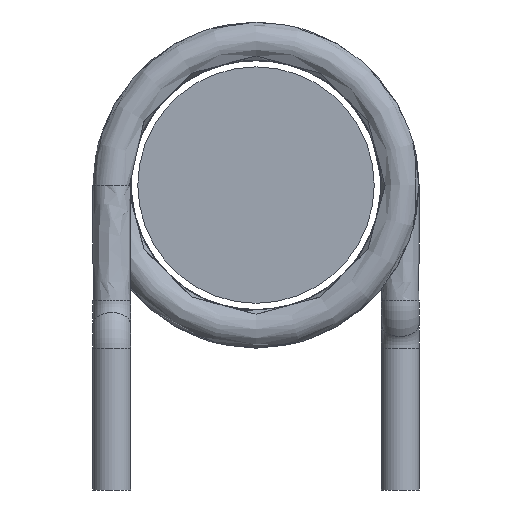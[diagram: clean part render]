
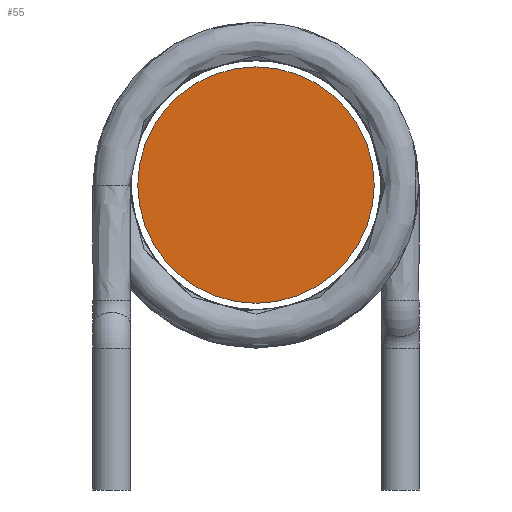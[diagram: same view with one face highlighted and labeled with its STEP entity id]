
A CAD part, front view. The second image highlights one B-rep face of the part: STEP entity #55.
In plain terms, the highlighted planar face has unit normal (0, -1, 0).
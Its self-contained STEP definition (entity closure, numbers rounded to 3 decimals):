
#55 = ADVANCED_FACE( '', ( #111 ), #112, .F. );
#111 = FACE_OUTER_BOUND( '', #1617, .T. );
#112 = PLANE( '', #1618 );
#1617 = EDGE_LOOP( '', ( #1743 ) );
#1618 = AXIS2_PLACEMENT_3D( '', #1744, #1745, #1746 );
#1743 = ORIENTED_EDGE( '', *, *, #1804, .F. );
#1744 = CARTESIAN_POINT( '', ( 0., -10.25, 0. ) );
#1745 = DIRECTION( '', ( 0., 1., 0. ) );
#1746 = DIRECTION( '', ( 0., 0., 1. ) );
#1804 = EDGE_CURVE( '', #1836, #1836, #1837, .T. );
#1836 = VERTEX_POINT( '', #1891 );
#1837 = CIRCLE( '', #1892, 2.5 );
#1891 = CARTESIAN_POINT( '', ( 2.5, -10.25, 0. ) );
#1892 = AXIS2_PLACEMENT_3D( '', #1944, #1945, #1946 );
#1944 = CARTESIAN_POINT( '', ( 0., -10.25, 0. ) );
#1945 = DIRECTION( '', ( 0., 1., 0. ) );
#1946 = DIRECTION( '', ( 1., 0., 0. ) );
